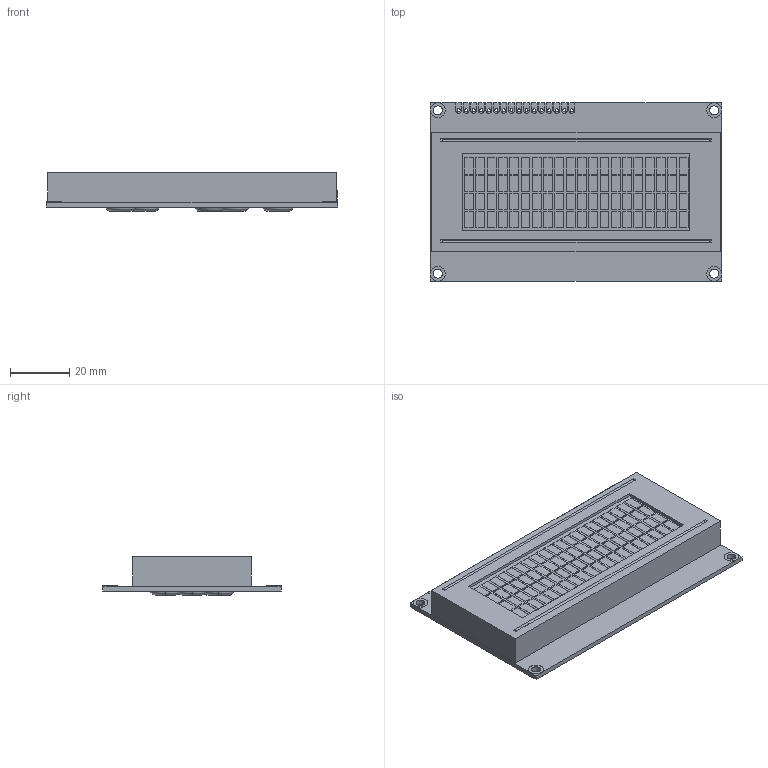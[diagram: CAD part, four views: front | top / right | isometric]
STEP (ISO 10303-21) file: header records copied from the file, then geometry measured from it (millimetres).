
FILE_DESCRIPTION (( 'STEP AP214' ), '1' );
FILE_NAME ('LCD 20x4 Display Panel.STEP', '2018-07-19T16:26:32', ( '' ), ( '' ), 'SwSTEP 2.0', 'SolidWorks 2017', '' );
FILE_SCHEMA (( 'AUTOMOTIVE_DESIGN' ));
Length unit declared in the file: millimetre
Products named in the file (1): LCD 20x4 Display Panel
Bounding box: 98 x 60 x 13.1 mm (x, y, z)
Volume: 46788.6 mm3; surface area: 15624.6 mm2
Topology: 1 solids, 1 shells, 643 faces, 1632 edges, 1080 vertices
Faces by surface type: plane 541, cylinder 92, bspline 10
Entity records: 26819 total; most frequent: CARTESIAN_POINT 4750, ORIENTED_EDGE 3264, DIRECTION 3046, EDGE_CURVE 1632, LINE 1410, VECTOR 1410, VERTEX_POINT 1080, AXIS2_PLACEMENT_3D 818
